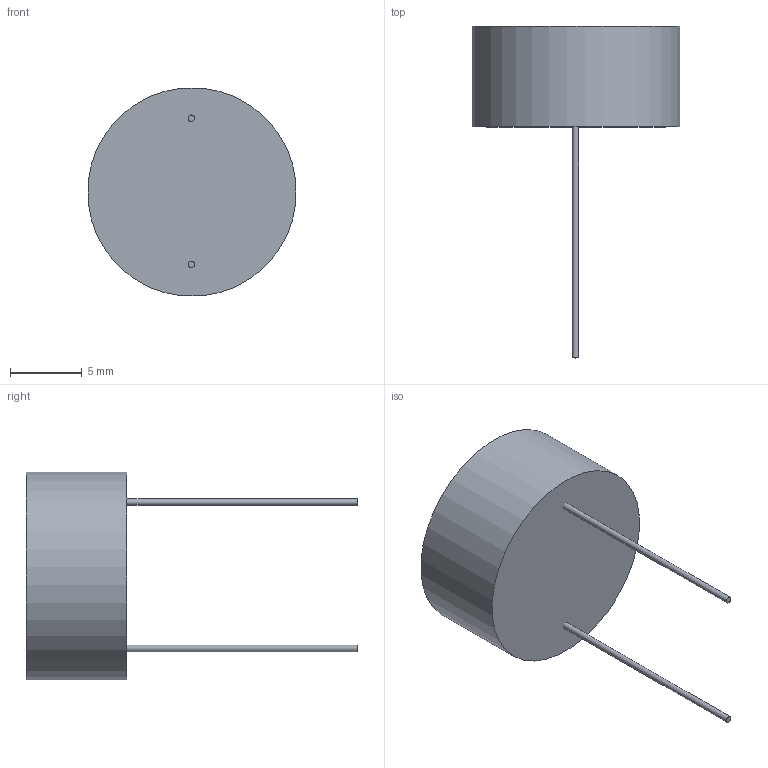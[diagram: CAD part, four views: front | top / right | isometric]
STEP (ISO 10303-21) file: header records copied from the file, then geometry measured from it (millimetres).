
FILE_DESCRIPTION(/* description */ (''),/* implementation_level */ '2;1');
FILE_NAME(/* name */ 'TH LDR.step',/* time_stamp */ '2020-08-26T19:39:50+02:00',/* author */ (''),/* organization */ (''),/* preprocessor_version */ 'ST-DEVELOPER v18.1',/* originating_system */ 'Autodesk Translation Framework v9.3.0.1241',/* authorisation */ '');
FILE_SCHEMA (('AUTOMOTIVE_DESIGN { 1 0 10303 214 3 1 1 }'));
Length unit declared in the file: millimetre
Products named in the file (4): (Unsaved); Ceramic base^LDR cell thru-hole leaded; Electrodes^LDR cell thru-hole leaded; Leads^LDR cell thru-hole leaded
Assembly tree (3 placements, depth 2):
  (Unsaved)
    Ceramic base^LDR cell thru-hole leaded
    Electrodes^LDR cell thru-hole leaded
    Leads^LDR cell thru-hole leaded
Bounding box: 14.44 x 23.05 x 14.44 mm (x, y, z)
Volume: 1521.3 mm3; surface area: 1160.1 mm2
Topology: 6 solids, 6 shells, 91 faces, 233 edges, 154 vertices
Faces by surface type: plane 46, cylinder 39, bspline 2, torus 2, cone 2
Full cylindrical faces by diameter (mm): 0.45 x2, 0.65 x2, 14.5 x1
Entity records: 2994 total; most frequent: CARTESIAN_POINT 537, DIRECTION 515, ORIENTED_EDGE 466, EDGE_CURVE 233, AXIS2_PLACEMENT_3D 186, VERTEX_POINT 154, LINE 143, VECTOR 143
